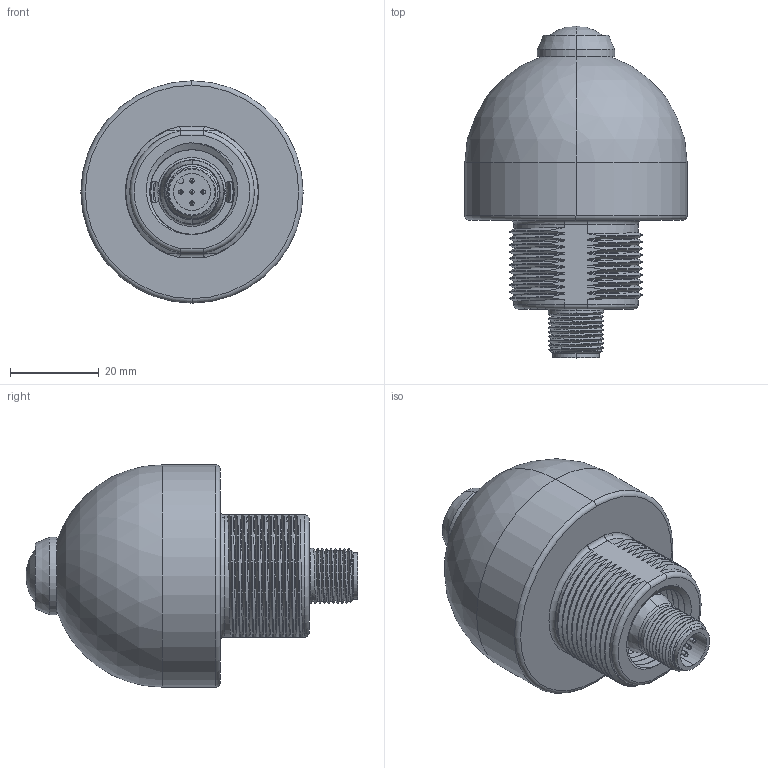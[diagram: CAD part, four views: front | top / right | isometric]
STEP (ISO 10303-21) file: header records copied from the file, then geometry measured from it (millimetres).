
FILE_DESCRIPTION((''),'2;1');
FILE_NAME('144876_SW','2009-03-26T',('banengservice'),('BANNER ENGINEERING'),'PRO/ENGINEER BY PARAMETRIC TECHNOLOGY CORPORATION, 2006170','PRO/ENGINEER BY PARAMETRIC TECHNOLOGY CORPORATION, 2006170','');
FILE_SCHEMA(('CONFIG_CONTROL_DESIGN'));
Length unit declared in the file: inch
Products named in the file (1): 144876_SW
Bounding box: 50 x 74.67 x 50 mm (x, y, z)
Volume: 30181.6 mm3; surface area: 25798.7 mm2
Topology: 3 solids, 5 shells, 596 faces, 1478 edges, 925 vertices
Faces by surface type: cylinder 205, bspline 164, plane 129, torus 42, cone 34, sphere 22
Entity records: 34232 total; most frequent: CARTESIAN_POINT 21089, ORIENTED_EDGE 2952, DIRECTION 2423, EDGE_CURVE 1476, AXIS2_PLACEMENT_3D 982, VERTEX_POINT 925, EDGE_LOOP 643, FACE_OUTER_BOUND 596
